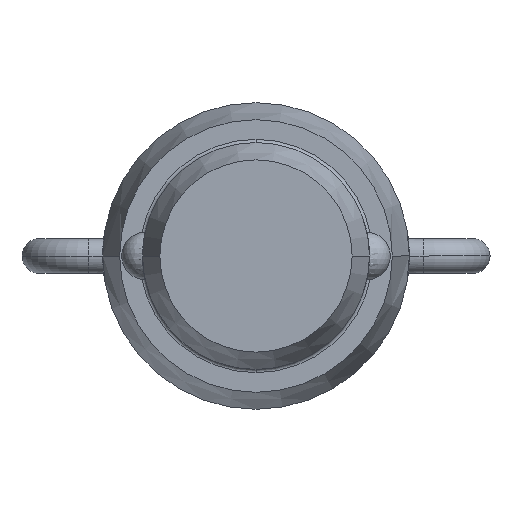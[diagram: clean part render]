
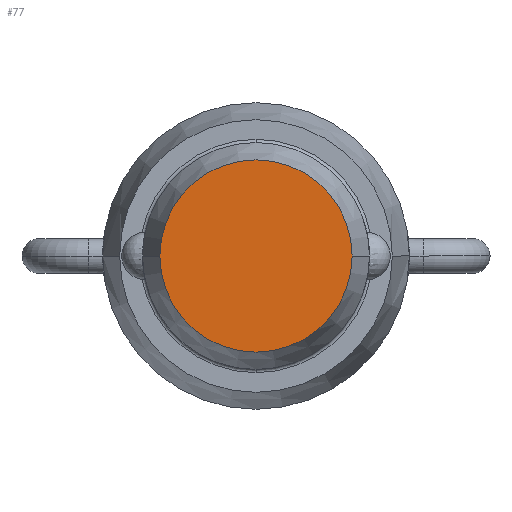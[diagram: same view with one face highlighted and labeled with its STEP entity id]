
A CAD part, front view. The second image highlights one B-rep face of the part: STEP entity #77.
In plain terms, the highlighted planar face has unit normal (0, -1, 0).
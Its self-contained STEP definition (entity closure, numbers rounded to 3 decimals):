
#77=ADVANCED_FACE('',(#183),#184,.T.);
#183=FACE_OUTER_BOUND('',#316,.T.);
#184=PLANE('',#317);
#316=EDGE_LOOP('',(#480,#481));
#317=AXIS2_PLACEMENT_3D('',#482,#483,#484);
#480=ORIENTED_EDGE('',*,*,#826,.T.);
#481=ORIENTED_EDGE('',*,*,#827,.T.);
#482=CARTESIAN_POINT('',(-3.572,-45.974,0.0));
#483=DIRECTION('',(0.,-1.0,0.0));
#484=DIRECTION('',(1.0,0.,0.0));
#826=EDGE_CURVE('',#994,#995,#996,.T.);
#827=EDGE_CURVE('',#995,#994,#997,.T.);
#994=VERTEX_POINT('',#1260);
#995=VERTEX_POINT('',#1261);
#996=CIRCLE('',#1262,6.052);
#997=CIRCLE('',#1263,6.052);
#1260=CARTESIAN_POINT('',(-6.052,-45.974,0.0));
#1261=CARTESIAN_POINT('',(6.052,-45.974,0.));
#1262=AXIS2_PLACEMENT_3D('',#1600,#1601,#1602);
#1263=AXIS2_PLACEMENT_3D('',#1603,#1604,#1605);
#1600=CARTESIAN_POINT('',(0.0,-45.974,0.0));
#1601=DIRECTION('',(0.,-1.0,0.0));
#1602=DIRECTION('',(-1.0,0.,0.0));
#1603=CARTESIAN_POINT('',(0.0,-45.974,0.0));
#1604=DIRECTION('',(0.,-1.0,0.0));
#1605=DIRECTION('',(-1.0,0.,0.0));
